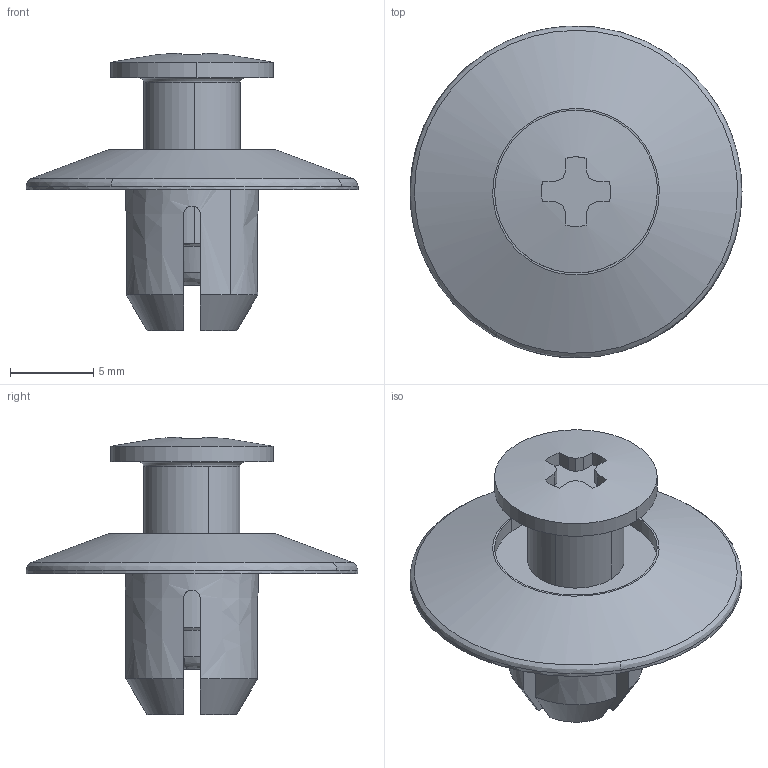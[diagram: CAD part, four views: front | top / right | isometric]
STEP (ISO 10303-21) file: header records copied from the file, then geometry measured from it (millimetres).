
FILE_DESCRIPTION((''),'2;1');
FILE_NAME('','2006-10-06T18:12:28',(''),(''),'','CADfix','');
FILE_SCHEMA(('AUTOMOTIVE_DESIGN'));
Length unit declared in the file: millimetre
Products named in the file (3): pin; grommet; TL_330_8_10865_36
Assembly tree (2 placements, depth 2):
  TL_330_8_10865_36
    pin
    grommet
Bounding box: 20 x 19.98 x 16.7 mm (x, y, z)
Volume: 860.9 mm3; surface area: 1481.2 mm2
Topology: 2 solids, 2 shells, 82 faces, 254 edges, 182 vertices
Faces by surface type: bspline 82
Entity records: 3379 total; most frequent: CARTESIAN_POINT 1935, ORIENTED_EDGE 508, EDGE_CURVE 254, VERTEX_POINT 182, QUASI_UNIFORM_CURVE 104, EDGE_LOOP 90, FACE_OUTER_BOUND 82, ADVANCED_FACE 82
